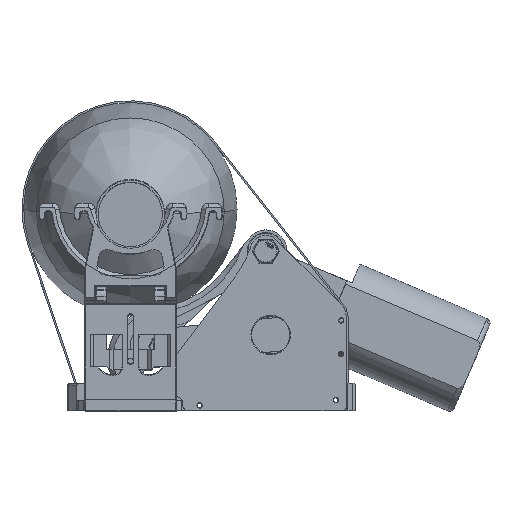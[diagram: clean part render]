
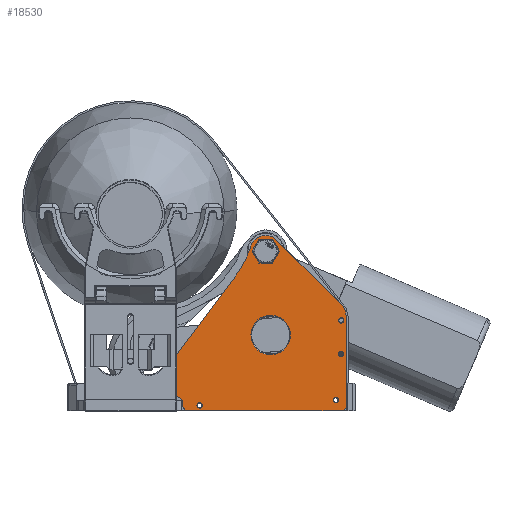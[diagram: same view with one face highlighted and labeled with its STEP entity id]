
A CAD part, top view. The second image highlights one B-rep face of the part: STEP entity #18530.
In plain terms, the highlighted planar face has unit normal (0, 0, 1).
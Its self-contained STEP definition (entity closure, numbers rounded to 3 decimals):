
#601=FACE_BOUND('',#6222,.T.);
#602=FACE_BOUND('',#6223,.T.);
#603=FACE_BOUND('',#6224,.T.);
#604=FACE_BOUND('',#6225,.T.);
#605=FACE_BOUND('',#6226,.T.);
#606=FACE_BOUND('',#6227,.T.);
#607=FACE_BOUND('',#6228,.T.);
#812=LINE('',#28099,#2514);
#816=LINE('',#28111,#2518);
#821=LINE('',#28125,#2523);
#823=LINE('',#28129,#2525);
#824=LINE('',#28133,#2526);
#825=LINE('',#28137,#2527);
#826=LINE('',#28143,#2528);
#827=LINE('',#28145,#2529);
#828=LINE('',#28147,#2530);
#829=LINE('',#28149,#2531);
#830=LINE('',#28151,#2532);
#831=LINE('',#28152,#2533);
#2514=VECTOR('',#22133,10.);
#2518=VECTOR('',#22145,10.);
#2523=VECTOR('',#22158,10.);
#2525=VECTOR('',#22162,10.);
#2526=VECTOR('',#22165,10.);
#2527=VECTOR('',#22168,10.);
#2528=VECTOR('',#22173,10.);
#2529=VECTOR('',#22174,10.);
#2530=VECTOR('',#22175,10.);
#2531=VECTOR('',#22176,10.);
#2532=VECTOR('',#22177,10.);
#2533=VECTOR('',#22178,10.);
#4474=PLANE('',#19909);
#5090=FACE_OUTER_BOUND('',#6221,.T.);
#6221=EDGE_LOOP('',(#13302,#13303,#13304,#13305,#13306,#13307,#13308,#13309,
#13310,#13311,#13312,#13313,#13314));
#6222=EDGE_LOOP('',(#13315));
#6223=EDGE_LOOP('',(#13316,#13317,#13318,#13319,#13320,#13321));
#6224=EDGE_LOOP('',(#13322));
#6225=EDGE_LOOP('',(#13323));
#6226=EDGE_LOOP('',(#13324));
#6227=EDGE_LOOP('',(#13325));
#6228=EDGE_LOOP('',(#13326));
#7445=CIRCLE('',#19896,1.6);
#7446=CIRCLE('',#19898,3.2);
#7448=CIRCLE('',#19902,3.2);
#7450=CIRCLE('',#19906,3.2);
#7452=CIRCLE('',#19910,3.2);
#7453=CIRCLE('',#19911,12.8);
#7454=CIRCLE('',#19912,9.315);
#7455=CIRCLE('',#19913,65.);
#7456=CIRCLE('',#19914,1.6);
#7457=CIRCLE('',#19915,1.6);
#7458=CIRCLE('',#19916,1.6);
#7459=CIRCLE('',#19917,1.6);
#7460=CIRCLE('',#19918,11.703);
#8415=VERTEX_POINT('',#28085);
#8416=VERTEX_POINT('',#28089);
#8417=VERTEX_POINT('',#28090);
#8420=VERTEX_POINT('',#28098);
#8422=VERTEX_POINT('',#28104);
#8424=VERTEX_POINT('',#28110);
#8426=VERTEX_POINT('',#28116);
#8427=VERTEX_POINT('',#28117);
#8430=VERTEX_POINT('',#28128);
#8431=VERTEX_POINT('',#28130);
#8432=VERTEX_POINT('',#28132);
#8433=VERTEX_POINT('',#28134);
#8434=VERTEX_POINT('',#28136);
#8435=VERTEX_POINT('',#28138);
#8436=VERTEX_POINT('',#28141);
#8437=VERTEX_POINT('',#28142);
#8438=VERTEX_POINT('',#28144);
#8439=VERTEX_POINT('',#28146);
#8440=VERTEX_POINT('',#28148);
#8441=VERTEX_POINT('',#28150);
#8442=VERTEX_POINT('',#28153);
#8443=VERTEX_POINT('',#28155);
#8444=VERTEX_POINT('',#28157);
#8445=VERTEX_POINT('',#28159);
#8446=VERTEX_POINT('',#28161);
#10275=EDGE_CURVE('',#8415,#8415,#7445,.T.);
#10276=EDGE_CURVE('',#8416,#8417,#7446,.T.);
#10280=EDGE_CURVE('',#8420,#8417,#812,.T.);
#10283=EDGE_CURVE('',#8420,#8422,#7448,.T.);
#10286=EDGE_CURVE('',#8424,#8416,#816,.T.);
#10289=EDGE_CURVE('',#8426,#8427,#7450,.T.);
#10293=EDGE_CURVE('',#8422,#8426,#821,.T.);
#10295=EDGE_CURVE('',#8430,#8427,#823,.T.);
#10296=EDGE_CURVE('',#8431,#8430,#7452,.T.);
#10297=EDGE_CURVE('',#8432,#8431,#824,.T.);
#10298=EDGE_CURVE('',#8433,#8432,#7453,.T.);
#10299=EDGE_CURVE('',#8434,#8433,#825,.T.);
#10300=EDGE_CURVE('',#8435,#8434,#7454,.T.);
#10301=EDGE_CURVE('',#8424,#8435,#7455,.T.);
#10302=EDGE_CURVE('',#8436,#8437,#826,.T.);
#10303=EDGE_CURVE('',#8438,#8436,#827,.T.);
#10304=EDGE_CURVE('',#8439,#8438,#828,.T.);
#10305=EDGE_CURVE('',#8440,#8439,#829,.T.);
#10306=EDGE_CURVE('',#8441,#8440,#830,.T.);
#10307=EDGE_CURVE('',#8437,#8441,#831,.T.);
#10308=EDGE_CURVE('',#8442,#8442,#7456,.T.);
#10309=EDGE_CURVE('',#8443,#8443,#7457,.T.);
#10310=EDGE_CURVE('',#8444,#8444,#7458,.T.);
#10311=EDGE_CURVE('',#8445,#8445,#7459,.T.);
#10312=EDGE_CURVE('',#8446,#8446,#7460,.T.);
#13302=ORIENTED_EDGE('',*,*,#10286,.T.);
#13303=ORIENTED_EDGE('',*,*,#10276,.T.);
#13304=ORIENTED_EDGE('',*,*,#10280,.F.);
#13305=ORIENTED_EDGE('',*,*,#10283,.T.);
#13306=ORIENTED_EDGE('',*,*,#10293,.T.);
#13307=ORIENTED_EDGE('',*,*,#10289,.T.);
#13308=ORIENTED_EDGE('',*,*,#10295,.F.);
#13309=ORIENTED_EDGE('',*,*,#10296,.F.);
#13310=ORIENTED_EDGE('',*,*,#10297,.F.);
#13311=ORIENTED_EDGE('',*,*,#10298,.F.);
#13312=ORIENTED_EDGE('',*,*,#10299,.F.);
#13313=ORIENTED_EDGE('',*,*,#10300,.F.);
#13314=ORIENTED_EDGE('',*,*,#10301,.F.);
#13315=ORIENTED_EDGE('',*,*,#10275,.T.);
#13316=ORIENTED_EDGE('',*,*,#10302,.F.);
#13317=ORIENTED_EDGE('',*,*,#10303,.F.);
#13318=ORIENTED_EDGE('',*,*,#10304,.F.);
#13319=ORIENTED_EDGE('',*,*,#10305,.F.);
#13320=ORIENTED_EDGE('',*,*,#10306,.F.);
#13321=ORIENTED_EDGE('',*,*,#10307,.F.);
#13322=ORIENTED_EDGE('',*,*,#10308,.F.);
#13323=ORIENTED_EDGE('',*,*,#10309,.F.);
#13324=ORIENTED_EDGE('',*,*,#10310,.F.);
#13325=ORIENTED_EDGE('',*,*,#10311,.F.);
#13326=ORIENTED_EDGE('',*,*,#10312,.T.);
#18530=ADVANCED_FACE('',(#5090,#601,#602,#603,#604,#605,#606,#607),#4474,
 .T.);
#19896=AXIS2_PLACEMENT_3D('',#28087,#22121,#22122);
#19898=AXIS2_PLACEMENT_3D('',#28091,#22125,#22126);
#19902=AXIS2_PLACEMENT_3D('',#28105,#22138,#22139);
#19906=AXIS2_PLACEMENT_3D('',#28118,#22150,#22151);
#19909=AXIS2_PLACEMENT_3D('',#28127,#22160,#22161);
#19910=AXIS2_PLACEMENT_3D('',#28131,#22163,#22164);
#19911=AXIS2_PLACEMENT_3D('',#28135,#22166,#22167);
#19912=AXIS2_PLACEMENT_3D('',#28139,#22169,#22170);
#19913=AXIS2_PLACEMENT_3D('',#28140,#22171,#22172);
#19914=AXIS2_PLACEMENT_3D('',#28154,#22179,#22180);
#19915=AXIS2_PLACEMENT_3D('',#28156,#22181,#22182);
#19916=AXIS2_PLACEMENT_3D('',#28158,#22183,#22184);
#19917=AXIS2_PLACEMENT_3D('',#28160,#22185,#22186);
#19918=AXIS2_PLACEMENT_3D('',#28162,#22187,#22188);
#22121=DIRECTION('center_axis',(0.,0.,-1.));
#22122=DIRECTION('ref_axis',(1.,0.,0.));
#22125=DIRECTION('center_axis',(0.,0.,1.));
#22126=DIRECTION('ref_axis',(-0.801,0.599,0.));
#22133=DIRECTION('',(-0.838,0.545,0.));
#22138=DIRECTION('center_axis',(0.,0.,-1.));
#22139=DIRECTION('ref_axis',(1.,0.,0.));
#22145=DIRECTION('',(-0.599,-0.801,0.));
#22150=DIRECTION('center_axis',(0.,0.,1.));
#22151=DIRECTION('ref_axis',(-1.,0.,0.));
#22158=DIRECTION('',(0.,-1.,0.));
#22160=DIRECTION('center_axis',(0.,0.,1.));
#22161=DIRECTION('ref_axis',(1.,0.,0.));
#22162=DIRECTION('',(-1.,0.,0.));
#22163=DIRECTION('center_axis',(0.,0.,-1.));
#22164=DIRECTION('ref_axis',(0.,-1.,0.));
#22165=DIRECTION('',(0.,-1.,0.));
#22166=DIRECTION('center_axis',(0.,0.,-1.));
#22167=DIRECTION('ref_axis',(1.,0.,0.));
#22168=DIRECTION('',(0.707,-0.707,0.));
#22169=DIRECTION('center_axis',(0.,0.,-1.));
#22170=DIRECTION('ref_axis',(1.,0.,0.));
#22171=DIRECTION('center_axis',(0.,0.,1.));
#22172=DIRECTION('ref_axis',(0.707,-0.707,0.));
#22173=DIRECTION('',(0.5,-0.866,0.));
#22174=DIRECTION('',(-0.5,-0.866,0.));
#22175=DIRECTION('',(-1.,0.,0.));
#22176=DIRECTION('',(-0.5,0.866,0.));
#22177=DIRECTION('',(0.5,0.866,0.));
#22178=DIRECTION('',(1.,0.,0.));
#22179=DIRECTION('center_axis',(0.,0.,1.));
#22180=DIRECTION('ref_axis',(1.,0.,0.));
#22181=DIRECTION('center_axis',(0.,0.,1.));
#22182=DIRECTION('ref_axis',(1.,0.,0.));
#22183=DIRECTION('center_axis',(0.,0.,1.));
#22184=DIRECTION('ref_axis',(1.,0.,0.));
#22185=DIRECTION('center_axis',(0.,0.,1.));
#22186=DIRECTION('ref_axis',(1.,0.,0.));
#22187=DIRECTION('center_axis',(0.,0.,-1.));
#22188=DIRECTION('ref_axis',(1.,0.,0.));
#28085=CARTESIAN_POINT('',(8.1,-100.872,-46.4));
#28087=CARTESIAN_POINT('Origin',(9.7,-100.872,-46.4));
#28089=CARTESIAN_POINT('',(7.138,-98.955,-46.4));
#28090=CARTESIAN_POINT('',(7.955,-103.555,-46.4));
#28091=CARTESIAN_POINT('Origin',(9.7,-100.872,-46.4));
#28098=CARTESIAN_POINT('',(19.672,-111.176,-46.4));
#28099=CARTESIAN_POINT('',(19.672,-111.176,-46.4));
#28104=CARTESIAN_POINT('',(21.127,-113.858,-46.4));
#28105=CARTESIAN_POINT('Origin',(17.927,-113.858,-46.4));
#28110=CARTESIAN_POINT('',(52.043,-38.942,-46.4));
#28111=CARTESIAN_POINT('',(44.787,-48.64,-46.4));
#28116=CARTESIAN_POINT('',(21.127,-115.322,-46.4));
#28117=CARTESIAN_POINT('',(24.327,-118.522,-46.4));
#28118=CARTESIAN_POINT('Origin',(24.327,-115.322,-46.4));
#28125=CARTESIAN_POINT('',(21.127,-90.098,-46.4));
#28127=CARTESIAN_POINT('Origin',(48.225,-66.339,-46.4));
#28128=CARTESIAN_POINT('',(115.322,-118.522,-46.4));
#28129=CARTESIAN_POINT('',(3.2,-118.522,-46.4));
#28130=CARTESIAN_POINT('',(118.522,-115.322,-46.4));
#28131=CARTESIAN_POINT('Origin',(115.322,-115.322,-46.4));
#28132=CARTESIAN_POINT('',(118.522,-63.61,-46.4));
#28133=CARTESIAN_POINT('',(118.522,-115.322,-46.4));
#28134=CARTESIAN_POINT('',(114.773,-54.559,-46.4));
#28135=CARTESIAN_POINT('Origin',(105.722,-63.61,-46.4));
#28136=CARTESIAN_POINT('',(77.098,-16.883,-46.4));
#28137=CARTESIAN_POINT('',(77.098,-16.883,-46.4));
#28138=CARTESIAN_POINT('',(61.673,-20.528,-46.4));
#28139=CARTESIAN_POINT('Origin',(70.511,-23.47,-46.4));
#28140=CARTESIAN_POINT('Origin',(0.,0.,
-46.4));
#28141=CARTESIAN_POINT('',(62.338,-23.47,-46.4));
#28142=CARTESIAN_POINT('',(66.424,-30.548,-46.4));
#28143=CARTESIAN_POINT('',(71.84,-39.929,-46.4));
#28144=CARTESIAN_POINT('',(66.424,-16.391,-46.4));
#28145=CARTESIAN_POINT('',(52.314,-40.832,-46.4));
#28146=CARTESIAN_POINT('',(74.598,-16.391,-46.4));
#28147=CARTESIAN_POINT('',(57.44,-16.391,-46.4));
#28148=CARTESIAN_POINT('',(78.685,-23.47,-46.4));
#28149=CARTESIAN_POINT('',(82.173,-29.512,-46.4));
#28150=CARTESIAN_POINT('',(74.598,-30.548,-46.4));
#28151=CARTESIAN_POINT('',(65.538,-46.24,-46.4));
#28152=CARTESIAN_POINT('',(61.296,-30.548,-46.4));
#28153=CARTESIAN_POINT('',(113.722,-84.688,-46.4));
#28154=CARTESIAN_POINT('Origin',(115.322,-84.688,-46.4));
#28155=CARTESIAN_POINT('',(113.722,-64.688,-46.4));
#28156=CARTESIAN_POINT('Origin',(115.322,-64.688,-46.4));
#28157=CARTESIAN_POINT('',(29.527,-115.322,-46.4));
#28158=CARTESIAN_POINT('Origin',(31.127,-115.322,-46.4));
#28159=CARTESIAN_POINT('',(110.522,-112.122,-46.4));
#28160=CARTESIAN_POINT('Origin',(112.122,-112.122,-46.4));
#28161=CARTESIAN_POINT('',(61.684,-73.387,-46.4));
#28162=CARTESIAN_POINT('Origin',(73.387,-73.387,-46.4));
